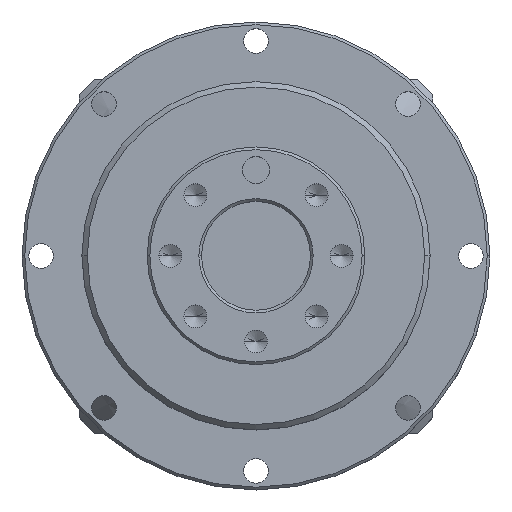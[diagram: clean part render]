
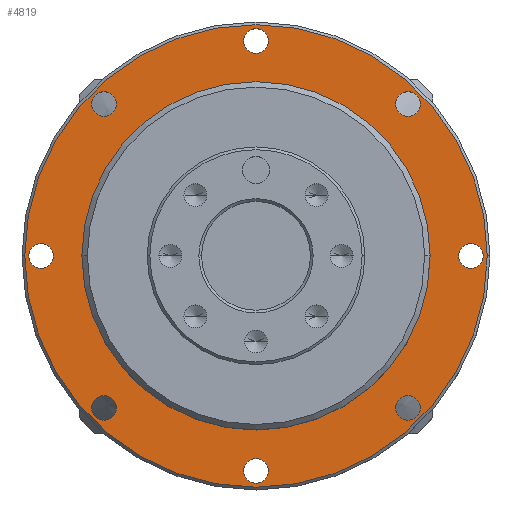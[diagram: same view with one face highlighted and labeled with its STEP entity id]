
A CAD part, top view. The second image highlights one B-rep face of the part: STEP entity #4819.
In plain terms, the highlighted planar face has unit normal (0, 0, 1).
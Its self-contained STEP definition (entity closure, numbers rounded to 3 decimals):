
#1459=CARTESIAN_POINT('',(0.,49.142,8.));
#1460=DIRECTION('',(0.,0.,1.));
#1461=DIRECTION('',(1.,0.,0.));
#1462=AXIS2_PLACEMENT_3D('',#1459,#1460,#1461);
#1464=CARTESIAN_POINT('',(0.,49.142,8.));
#1465=DIRECTION('',(0.,0.,1.));
#1466=DIRECTION('',(-1.,0.,0.));
#1467=AXIS2_PLACEMENT_3D('',#1464,#1465,#1466);
#1469=CARTESIAN_POINT('',(-39.5,49.142,8.));
#1470=DIRECTION('',(0.,0.,-1.));
#1471=DIRECTION('',(1.,0.,0.));
#1472=AXIS2_PLACEMENT_3D('',#1469,#1470,#1471);
#1474=CARTESIAN_POINT('',(-39.5,49.142,8.));
#1475=DIRECTION('',(0.,0.,-1.));
#1476=DIRECTION('',(-1.,0.,0.));
#1477=AXIS2_PLACEMENT_3D('',#1474,#1475,#1476);
#1479=CARTESIAN_POINT('',(-27.931,21.212,8.));
#1480=DIRECTION('',(0.,0.,-1.));
#1481=DIRECTION('',(1.,0.,0.));
#1482=AXIS2_PLACEMENT_3D('',#1479,#1480,#1481);
#1484=CARTESIAN_POINT('',(-27.931,21.212,8.));
#1485=DIRECTION('',(0.,0.,-1.));
#1486=DIRECTION('',(-1.,0.,0.));
#1487=AXIS2_PLACEMENT_3D('',#1484,#1485,#1486);
#1489=CARTESIAN_POINT('',(0.,9.642,8.));
#1490=DIRECTION('',(0.,0.,-1.));
#1491=DIRECTION('',(1.,0.,0.));
#1492=AXIS2_PLACEMENT_3D('',#1489,#1490,#1491);
#1494=CARTESIAN_POINT('',(0.,9.642,8.));
#1495=DIRECTION('',(0.,0.,-1.));
#1496=DIRECTION('',(-1.,0.,0.));
#1497=AXIS2_PLACEMENT_3D('',#1494,#1495,#1496);
#1499=CARTESIAN_POINT('',(27.931,21.212,8.));
#1500=DIRECTION('',(0.,0.,-1.));
#1501=DIRECTION('',(1.,0.,0.));
#1502=AXIS2_PLACEMENT_3D('',#1499,#1500,#1501);
#1504=CARTESIAN_POINT('',(27.931,21.212,8.));
#1505=DIRECTION('',(0.,0.,-1.));
#1506=DIRECTION('',(-1.,0.,0.));
#1507=AXIS2_PLACEMENT_3D('',#1504,#1505,#1506);
#1509=CARTESIAN_POINT('',(39.5,49.142,8.));
#1510=DIRECTION('',(0.,0.,-1.));
#1511=DIRECTION('',(1.,0.,0.));
#1512=AXIS2_PLACEMENT_3D('',#1509,#1510,#1511);
#1514=CARTESIAN_POINT('',(39.5,49.142,8.));
#1515=DIRECTION('',(0.,0.,-1.));
#1516=DIRECTION('',(-1.,0.,0.));
#1517=AXIS2_PLACEMENT_3D('',#1514,#1515,#1516);
#1519=CARTESIAN_POINT('',(27.931,77.073,8.));
#1520=DIRECTION('',(0.,0.,-1.));
#1521=DIRECTION('',(1.,0.,0.));
#1522=AXIS2_PLACEMENT_3D('',#1519,#1520,#1521);
#1524=CARTESIAN_POINT('',(27.931,77.073,8.));
#1525=DIRECTION('',(0.,0.,-1.));
#1526=DIRECTION('',(-1.,0.,0.));
#1527=AXIS2_PLACEMENT_3D('',#1524,#1525,#1526);
#1529=CARTESIAN_POINT('',(0.,88.642,8.));
#1530=DIRECTION('',(0.,0.,-1.));
#1531=DIRECTION('',(1.,0.,0.));
#1532=AXIS2_PLACEMENT_3D('',#1529,#1530,#1531);
#1534=CARTESIAN_POINT('',(0.,88.642,8.));
#1535=DIRECTION('',(0.,0.,-1.));
#1536=DIRECTION('',(-1.,0.,0.));
#1537=AXIS2_PLACEMENT_3D('',#1534,#1535,#1536);
#1539=CARTESIAN_POINT('',(-27.931,77.073,8.));
#1540=DIRECTION('',(0.,0.,-1.));
#1541=DIRECTION('',(1.,0.,0.));
#1542=AXIS2_PLACEMENT_3D('',#1539,#1540,#1541);
#1544=CARTESIAN_POINT('',(-27.931,77.073,8.));
#1545=DIRECTION('',(0.,0.,-1.));
#1546=DIRECTION('',(-1.,0.,0.));
#1547=AXIS2_PLACEMENT_3D('',#1544,#1545,#1546);
#1549=CARTESIAN_POINT('',(0.,49.142,8.));
#1550=DIRECTION('',(0.,0.,-1.));
#1551=DIRECTION('',(1.,0.,0.));
#1552=AXIS2_PLACEMENT_3D('',#1549,#1550,#1551);
#1554=CARTESIAN_POINT('',(0.,49.142,8.));
#1555=DIRECTION('',(0.,0.,-1.));
#1556=DIRECTION('',(-1.,0.,0.));
#1557=AXIS2_PLACEMENT_3D('',#1554,#1555,#1556);
#2474=CARTESIAN_POINT('',(-42.5,49.142,8.));
#2476=VERTEX_POINT('',#2474);
#2478=CARTESIAN_POINT('',(42.5,49.142,8.));
#2480=VERTEX_POINT('',#2478);
#2594=CARTESIAN_POINT('',(-32.,49.142,8.));
#2595=VERTEX_POINT('',#2594);
#2596=CARTESIAN_POINT('',(32.,49.142,8.));
#2597=VERTEX_POINT('',#2596);
#2618=CARTESIAN_POINT('',(-25.681,77.073,8.));
#2620=VERTEX_POINT('',#2618);
#2622=CARTESIAN_POINT('',(-30.181,77.073,8.));
#2624=VERTEX_POINT('',#2622);
#2626=CARTESIAN_POINT('',(2.25,88.642,8.));
#2628=VERTEX_POINT('',#2626);
#2630=CARTESIAN_POINT('',(-2.25,88.642,8.));
#2632=VERTEX_POINT('',#2630);
#2634=CARTESIAN_POINT('',(30.181,77.073,8.));
#2636=VERTEX_POINT('',#2634);
#2638=CARTESIAN_POINT('',(25.681,77.073,8.));
#2640=VERTEX_POINT('',#2638);
#2642=CARTESIAN_POINT('',(41.75,49.142,8.));
#2644=VERTEX_POINT('',#2642);
#2646=CARTESIAN_POINT('',(37.25,49.142,8.));
#2648=VERTEX_POINT('',#2646);
#2650=CARTESIAN_POINT('',(30.181,21.212,8.));
#2652=VERTEX_POINT('',#2650);
#2654=CARTESIAN_POINT('',(25.681,21.212,8.));
#2656=VERTEX_POINT('',#2654);
#2658=CARTESIAN_POINT('',(2.25,9.642,8.));
#2660=VERTEX_POINT('',#2658);
#2662=CARTESIAN_POINT('',(-2.25,9.642,8.));
#2664=VERTEX_POINT('',#2662);
#2666=CARTESIAN_POINT('',(-25.681,21.212,8.));
#2668=VERTEX_POINT('',#2666);
#2670=CARTESIAN_POINT('',(-30.181,21.212,8.));
#2672=VERTEX_POINT('',#2670);
#2674=CARTESIAN_POINT('',(-37.25,49.142,8.));
#2676=VERTEX_POINT('',#2674);
#2678=CARTESIAN_POINT('',(-41.75,49.142,8.));
#2680=VERTEX_POINT('',#2678);
#4755=CARTESIAN_POINT('',(43.,49.142,8.));
#4756=DIRECTION('',(0.,0.,1.));
#4757=DIRECTION('',(1.,0.,0.));
#4758=AXIS2_PLACEMENT_3D('',#4755,#4756,#4757);
#4759=PLANE('',#4758);
#4760=ORIENTED_EDGE('',*,*,#4745,.F.);
#4762=ORIENTED_EDGE('',*,*,#4761,.F.);
#4763=EDGE_LOOP('',(#4760,#4762));
#4764=FACE_OUTER_BOUND('',#4763,.F.);
#4766=ORIENTED_EDGE('',*,*,#4765,.F.);
#4768=ORIENTED_EDGE('',*,*,#4767,.F.);
#4769=EDGE_LOOP('',(#4766,#4768));
#4770=FACE_BOUND('',#4769,.F.);
#4772=ORIENTED_EDGE('',*,*,#4771,.F.);
#4774=ORIENTED_EDGE('',*,*,#4773,.F.);
#4775=EDGE_LOOP('',(#4772,#4774));
#4776=FACE_BOUND('',#4775,.F.);
#4778=ORIENTED_EDGE('',*,*,#4777,.F.);
#4780=ORIENTED_EDGE('',*,*,#4779,.F.);
#4781=EDGE_LOOP('',(#4778,#4780));
#4782=FACE_BOUND('',#4781,.F.);
#4784=ORIENTED_EDGE('',*,*,#4783,.F.);
#4786=ORIENTED_EDGE('',*,*,#4785,.F.);
#4787=EDGE_LOOP('',(#4784,#4786));
#4788=FACE_BOUND('',#4787,.F.);
#4790=ORIENTED_EDGE('',*,*,#4789,.F.);
#4792=ORIENTED_EDGE('',*,*,#4791,.F.);
#4793=EDGE_LOOP('',(#4790,#4792));
#4794=FACE_BOUND('',#4793,.F.);
#4796=ORIENTED_EDGE('',*,*,#4795,.F.);
#4798=ORIENTED_EDGE('',*,*,#4797,.F.);
#4799=EDGE_LOOP('',(#4796,#4798));
#4800=FACE_BOUND('',#4799,.F.);
#4802=ORIENTED_EDGE('',*,*,#4801,.F.);
#4804=ORIENTED_EDGE('',*,*,#4803,.F.);
#4805=EDGE_LOOP('',(#4802,#4804));
#4806=FACE_BOUND('',#4805,.F.);
#4808=ORIENTED_EDGE('',*,*,#4807,.F.);
#4810=ORIENTED_EDGE('',*,*,#4809,.F.);
#4811=EDGE_LOOP('',(#4808,#4810));
#4812=FACE_BOUND('',#4811,.F.);
#4814=ORIENTED_EDGE('',*,*,#4813,.F.);
#4816=ORIENTED_EDGE('',*,*,#4815,.F.);
#4817=EDGE_LOOP('',(#4814,#4816));
#4818=FACE_BOUND('',#4817,.F.);
#4819=ADVANCED_FACE('',(#4764,#4770,#4776,#4782,#4788,#4794,#4800,#4806,#4812,
#4818),#4759,.T.);
#1463=CIRCLE('',#1462,42.5);
#1468=CIRCLE('',#1467,42.5);
#1473=CIRCLE('',#1472,2.25);
#1478=CIRCLE('',#1477,2.25);
#1483=CIRCLE('',#1482,2.25);
#1488=CIRCLE('',#1487,2.25);
#1493=CIRCLE('',#1492,2.25);
#1498=CIRCLE('',#1497,2.25);
#1503=CIRCLE('',#1502,2.25);
#1508=CIRCLE('',#1507,2.25);
#1513=CIRCLE('',#1512,2.25);
#1518=CIRCLE('',#1517,2.25);
#1523=CIRCLE('',#1522,2.25);
#1528=CIRCLE('',#1527,2.25);
#1533=CIRCLE('',#1532,2.25);
#1538=CIRCLE('',#1537,2.25);
#1543=CIRCLE('',#1542,2.25);
#1548=CIRCLE('',#1547,2.25);
#1553=CIRCLE('',#1552,32.);
#1558=CIRCLE('',#1557,32.);
#4745=EDGE_CURVE('',#2480,#2476,#1463,.T.);
#4761=EDGE_CURVE('',#2476,#2480,#1468,.T.);
#4765=EDGE_CURVE('',#2676,#2680,#1473,.T.);
#4767=EDGE_CURVE('',#2680,#2676,#1478,.T.);
#4771=EDGE_CURVE('',#2668,#2672,#1483,.T.);
#4773=EDGE_CURVE('',#2672,#2668,#1488,.T.);
#4777=EDGE_CURVE('',#2660,#2664,#1493,.T.);
#4779=EDGE_CURVE('',#2664,#2660,#1498,.T.);
#4783=EDGE_CURVE('',#2652,#2656,#1503,.T.);
#4785=EDGE_CURVE('',#2656,#2652,#1508,.T.);
#4789=EDGE_CURVE('',#2644,#2648,#1513,.T.);
#4791=EDGE_CURVE('',#2648,#2644,#1518,.T.);
#4795=EDGE_CURVE('',#2636,#2640,#1523,.T.);
#4797=EDGE_CURVE('',#2640,#2636,#1528,.T.);
#4801=EDGE_CURVE('',#2628,#2632,#1533,.T.);
#4803=EDGE_CURVE('',#2632,#2628,#1538,.T.);
#4807=EDGE_CURVE('',#2620,#2624,#1543,.T.);
#4809=EDGE_CURVE('',#2624,#2620,#1548,.T.);
#4813=EDGE_CURVE('',#2597,#2595,#1553,.T.);
#4815=EDGE_CURVE('',#2595,#2597,#1558,.T.);
